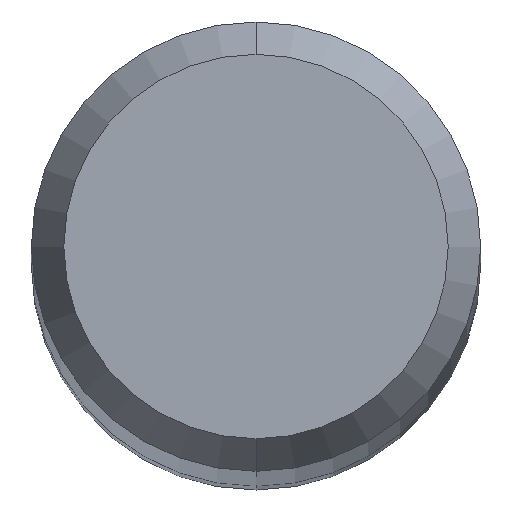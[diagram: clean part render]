
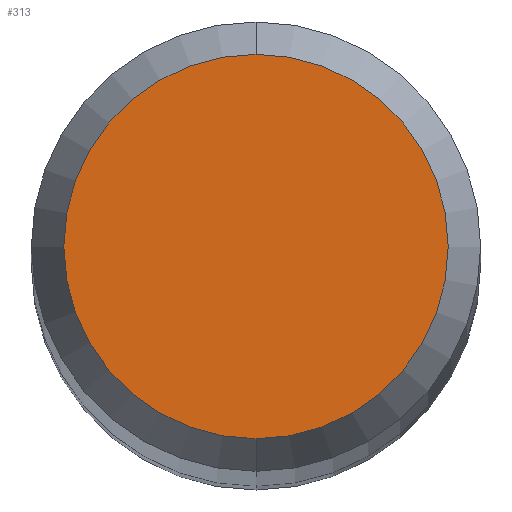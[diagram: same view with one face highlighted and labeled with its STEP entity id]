
A CAD part, top view. The second image highlights one B-rep face of the part: STEP entity #313.
In plain terms, the highlighted planar face has unit normal (0, 0, 1).
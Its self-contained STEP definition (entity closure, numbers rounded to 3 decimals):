
#279=VERTEX_POINT('',#546);
#313=ADVANCED_FACE('',(#582),#583,.T.);
#321=EDGE_CURVE('',#279,#327,#591,.T.);
#327=VERTEX_POINT('',#598);
#335=EDGE_CURVE('',#327,#279,#606,.T.);
#546=CARTESIAN_POINT('',(0.0,1.358,0.0));
#582=FACE_OUTER_BOUND('',#1026,.T.);
#583=PLANE('',#1027);
#591=CIRCLE('',#1050,1.358);
#598=CARTESIAN_POINT('',(0.,-1.358,0.0));
#606=CIRCLE('',#1076,1.358);
#1026=EDGE_LOOP('',(#1417,#1418));
#1027=AXIS2_PLACEMENT_3D('',#1419,#1420,#1421);
#1050=AXIS2_PLACEMENT_3D('',#1422,#1423,#1424);
#1076=AXIS2_PLACEMENT_3D('',#1440,#1441,#1442);
#1417=ORIENTED_EDGE('',*,*,#321,.F.);
#1418=ORIENTED_EDGE('',*,*,#335,.F.);
#1419=CARTESIAN_POINT('',(0.0,0.679,0.0));
#1420=DIRECTION('',(-0.0,0.0,1.0));
#1421=DIRECTION('',(0.0,-1.0,0.0));
#1422=CARTESIAN_POINT('',(0.0,0.0,0.0));
#1423=DIRECTION('',(0.0,0.0,-1.0));
#1424=DIRECTION('',(0.0,1.0,0.0));
#1440=CARTESIAN_POINT('',(0.0,0.0,0.0));
#1441=DIRECTION('',(0.0,0.0,-1.0));
#1442=DIRECTION('',(0.0,1.0,0.0));
